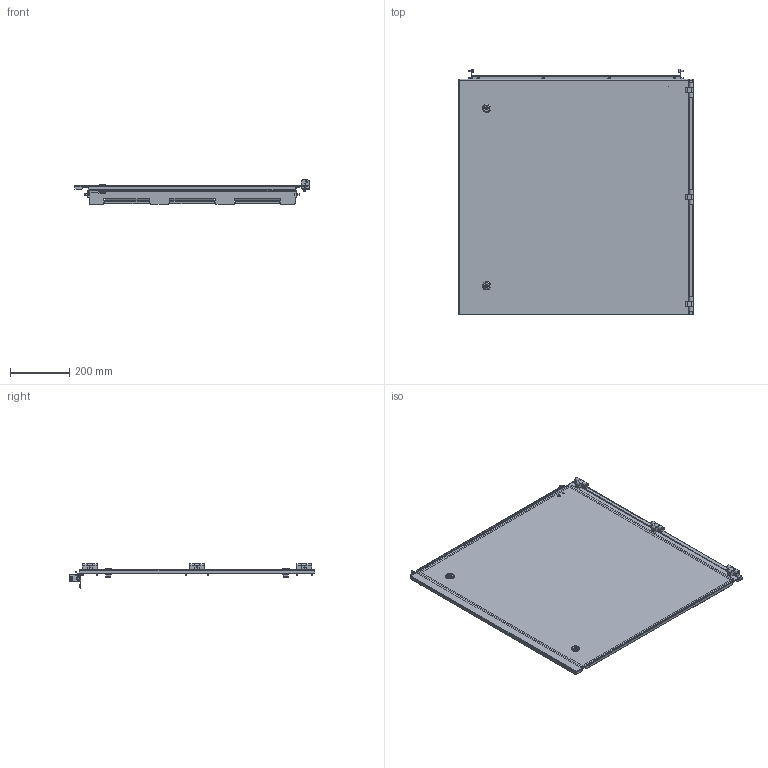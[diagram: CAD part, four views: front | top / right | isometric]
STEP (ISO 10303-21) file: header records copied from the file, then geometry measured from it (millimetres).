
FILE_DESCRIPTION (( 'STEP AP214' ), '1' );
FILE_NAME ('YKM40D-FO-DMS-080-080-54 FORMAT Äâåðü ìåòàëëè÷åñêàÿ ÷àñòè÷íàÿ 800õ800ìì IP54 IEK.STEP', '2022-05-30T08:38:22', ( '' ), ( '' ), 'SwSTEP 2.0', 'SolidWorks 2017', '' );
FILE_SCHEMA (( 'AUTOMOTIVE_DESIGN' ));
Length unit declared in the file: millimetre
Products named in the file (1): YKM40D-FO-DMS-080-080-54 FORMAT Äâåðü ìåòàëëè÷åñêàÿ ÷àñòè÷íàÿ 800õ800ìì IP54 IEK
Bounding box: 794 x 830.5 x 82.1 mm (x, y, z)
Volume: 1263044.5 mm3; surface area: 1664732.6 mm2
Topology: 44 solids, 44 shells, 1497 faces, 3782 edges, 2395 vertices
Faces by surface type: plane 730, cylinder 499, cone 166, bspline 72, sphere 26, torus 4
Entity records: 64714 total; most frequent: CARTESIAN_POINT 11749, DIRECTION 7558, ORIENTED_EDGE 7520, EDGE_CURVE 3760, AXIS2_PLACEMENT_3D 2870, VERTEX_POINT 2395, LINE 1818, VECTOR 1818
